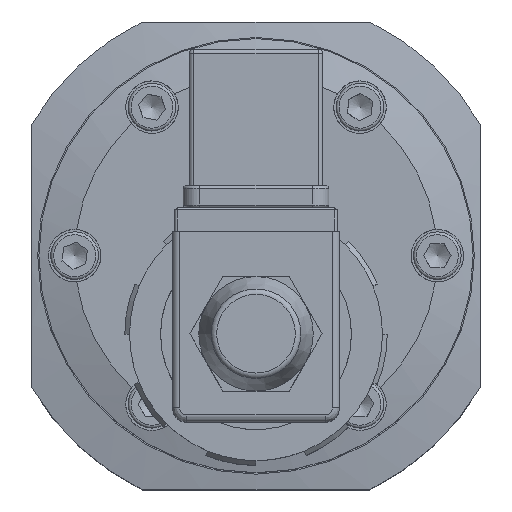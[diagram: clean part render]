
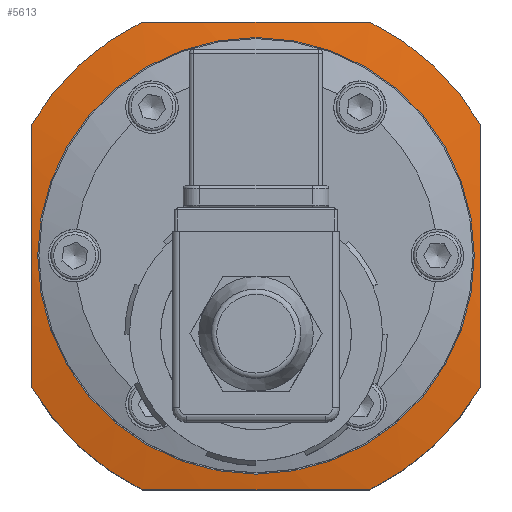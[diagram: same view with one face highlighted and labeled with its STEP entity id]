
A CAD part, top view. The second image highlights one B-rep face of the part: STEP entity #5613.
In plain terms, the highlighted conical face has half-angle 80 degrees and reference radius 53.357 mm.
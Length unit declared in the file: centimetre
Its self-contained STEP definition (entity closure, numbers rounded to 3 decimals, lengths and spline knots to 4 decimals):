
#59=(
BOUNDED_CURVE()
B_SPLINE_CURVE(2,(#9355,#9356,#9357),.UNSPECIFIED.,.F.,.F.)
B_SPLINE_CURVE_WITH_KNOTS((3,3),(0.9499,6.8312),
 .UNSPECIFIED.)
CURVE()
GEOMETRIC_REPRESENTATION_ITEM()
RATIONAL_B_SPLINE_CURVE((1.064,1.233,1.064))
REPRESENTATION_ITEM('')
);
#60=(
BOUNDED_CURVE()
B_SPLINE_CURVE(2,(#9372,#9373,#9374),.UNSPECIFIED.,.F.,.F.)
B_SPLINE_CURVE_WITH_KNOTS((3,3),(1.094,6.1724),
 .UNSPECIFIED.)
CURVE()
GEOMETRIC_REPRESENTATION_ITEM()
RATIONAL_B_SPLINE_CURVE((1.062,1.182,1.062))
REPRESENTATION_ITEM('')
);
#61=(
BOUNDED_CURVE()
B_SPLINE_CURVE(2,(#9398,#9399,#9400),.UNSPECIFIED.,.F.,.F.)
B_SPLINE_CURVE_WITH_KNOTS((3,3),(0.9499,6.8312),
 .UNSPECIFIED.)
CURVE()
GEOMETRIC_REPRESENTATION_ITEM()
RATIONAL_B_SPLINE_CURVE((1.064,1.233,1.064))
REPRESENTATION_ITEM('')
);
#62=(
BOUNDED_CURVE()
B_SPLINE_CURVE(2,(#9411,#9412,#9413),.UNSPECIFIED.,.F.,.F.)
B_SPLINE_CURVE_WITH_KNOTS((3,3),(1.094,6.1724),
 .UNSPECIFIED.)
CURVE()
GEOMETRIC_REPRESENTATION_ITEM()
RATIONAL_B_SPLINE_CURVE((1.062,1.182,1.062))
REPRESENTATION_ITEM('')
);
#159=FACE_BOUND('',#1725,.T.);
#258=CONICAL_SURFACE('',#6179,5.3357,80.);
#1349=FACE_OUTER_BOUND('',#1724,.T.);
#1724=EDGE_LOOP('',(#4481,#4482,#4483,#4484,#4485,#4486,#4487,#4488));
#1725=EDGE_LOOP('',(#4489));
#2067=CIRCLE('',#6151,5.45);
#2069=CIRCLE('',#6155,5.45);
#2076=CIRCLE('',#6169,5.45);
#2078=CIRCLE('',#6173,5.45);
#2081=CIRCLE('',#6178,4.575);
#2492=VERTEX_POINT('',#9345);
#2493=VERTEX_POINT('',#9346);
#2496=VERTEX_POINT('',#9354);
#2498=VERTEX_POINT('',#9362);
#2501=VERTEX_POINT('',#9371);
#2507=VERTEX_POINT('',#9391);
#2509=VERTEX_POINT('',#9397);
#2511=VERTEX_POINT('',#9405);
#2514=VERTEX_POINT('',#9418);
#3175=EDGE_CURVE('',#2492,#2493,#2067,.T.);
#3179=EDGE_CURVE('',#2496,#2492,#59,.T.);
#3182=EDGE_CURVE('',#2498,#2496,#2069,.T.);
#3186=EDGE_CURVE('',#2501,#2498,#60,.T.);
#3193=EDGE_CURVE('',#2507,#2501,#2076,.T.);
#3196=EDGE_CURVE('',#2509,#2507,#61,.T.);
#3199=EDGE_CURVE('',#2511,#2509,#2078,.T.);
#3202=EDGE_CURVE('',#2493,#2511,#62,.T.);
#3205=EDGE_CURVE('',#2514,#2514,#2081,.T.);
#4481=ORIENTED_EDGE('',*,*,#3186,.F.);
#4482=ORIENTED_EDGE('',*,*,#3193,.F.);
#4483=ORIENTED_EDGE('',*,*,#3196,.F.);
#4484=ORIENTED_EDGE('',*,*,#3199,.F.);
#4485=ORIENTED_EDGE('',*,*,#3202,.F.);
#4486=ORIENTED_EDGE('',*,*,#3175,.F.);
#4487=ORIENTED_EDGE('',*,*,#3179,.F.);
#4488=ORIENTED_EDGE('',*,*,#3182,.F.);
#4489=ORIENTED_EDGE('',*,*,#3205,.T.);
#5613=ADVANCED_FACE('',(#1349,#159),#258,.T.);
#6151=AXIS2_PLACEMENT_3D('',#9347,#7493,#7494);
#6155=AXIS2_PLACEMENT_3D('',#9363,#7505,#7506);
#6169=AXIS2_PLACEMENT_3D('',#9392,#7536,#7537);
#6173=AXIS2_PLACEMENT_3D('',#9406,#7547,#7548);
#6178=AXIS2_PLACEMENT_3D('',#9419,#7559,#7560);
#6179=AXIS2_PLACEMENT_3D('',#9420,#7561,#7562);
#7493=DIRECTION('center_axis',(0.,0.,-1.));
#7494=DIRECTION('ref_axis',(-0.438,0.899,0.));
#7505=DIRECTION('center_axis',(0.,0.,-1.));
#7506=DIRECTION('ref_axis',(-0.862,-0.506,0.));
#7536=DIRECTION('center_axis',(0.,0.,-1.));
#7537=DIRECTION('ref_axis',(0.438,-0.899,0.));
#7547=DIRECTION('center_axis',(0.,0.,-1.));
#7548=DIRECTION('ref_axis',(0.862,0.506,0.));
#7559=DIRECTION('center_axis',(0.,0.,-1.));
#7560=DIRECTION('ref_axis',(0.,1.,0.));
#7561=DIRECTION('center_axis',(0.,0.,-1.));
#7562=DIRECTION('ref_axis',(0.,1.,0.));
#9345=CARTESIAN_POINT('',(4.7,-2.7591,4.4957));
#9346=CARTESIAN_POINT('',(2.3859,-4.9,4.4957));
#9347=CARTESIAN_POINT('Origin',(0.,0.,4.4957));
#9354=CARTESIAN_POINT('',(4.7,2.7591,4.4957));
#9355=CARTESIAN_POINT('Ctrl Pts',(4.7,2.7591,4.4957));
#9356=CARTESIAN_POINT('Ctrl Pts',(4.7,0.,4.742));
#9357=CARTESIAN_POINT('Ctrl Pts',(4.7,-2.7591,4.4957));
#9362=CARTESIAN_POINT('',(2.3859,4.9,4.4957));
#9363=CARTESIAN_POINT('Origin',(0.,0.,4.4957));
#9371=CARTESIAN_POINT('',(-2.3859,4.9,4.4957));
#9372=CARTESIAN_POINT('Ctrl Pts',(-2.3859,4.9,4.4957));
#9373=CARTESIAN_POINT('Ctrl Pts',(0.,4.9,4.6799));
#9374=CARTESIAN_POINT('Ctrl Pts',(2.3859,4.9,4.4957));
#9391=CARTESIAN_POINT('',(-4.7,2.7591,4.4957));
#9392=CARTESIAN_POINT('Origin',(0.,0.,4.4957));
#9397=CARTESIAN_POINT('',(-4.7,-2.7591,4.4957));
#9398=CARTESIAN_POINT('Ctrl Pts',(-4.7,-2.7591,4.4957));
#9399=CARTESIAN_POINT('Ctrl Pts',(-4.7,0.,4.742));
#9400=CARTESIAN_POINT('Ctrl Pts',(-4.7,2.7591,4.4957));
#9405=CARTESIAN_POINT('',(-2.3859,-4.9,4.4957));
#9406=CARTESIAN_POINT('Origin',(0.,0.,4.4957));
#9411=CARTESIAN_POINT('Ctrl Pts',(2.3859,-4.9,4.4957));
#9412=CARTESIAN_POINT('Ctrl Pts',(0.,-4.9,4.6799));
#9413=CARTESIAN_POINT('Ctrl Pts',(-2.3859,-4.9,4.4957));
#9418=CARTESIAN_POINT('',(0.,4.575,4.65));
#9419=CARTESIAN_POINT('Origin',(0.,0.,4.65));
#9420=CARTESIAN_POINT('Origin',(0.,0.,4.5159));
